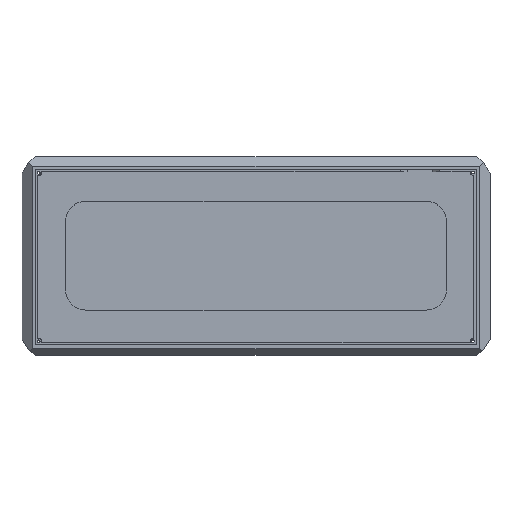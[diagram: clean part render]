
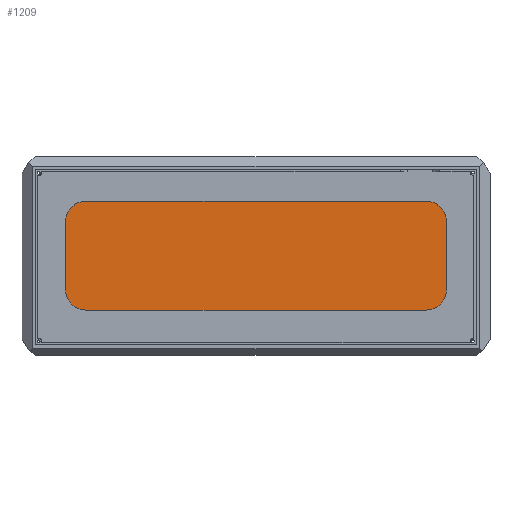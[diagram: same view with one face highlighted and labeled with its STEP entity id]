
A CAD part, top view. The second image highlights one B-rep face of the part: STEP entity #1209.
In plain terms, the highlighted planar face has unit normal (0, 0, 1).
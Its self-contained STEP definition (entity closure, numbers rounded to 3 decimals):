
#46=PLANE('',#1324);
#100=FACE_OUTER_BOUND('',#169,.T.);
#169=EDGE_LOOP('',(#913,#914,#915,#916,#917,#918,#919,#920));
#264=LINE('',#1845,#397);
#267=LINE('',#1856,#400);
#271=LINE('',#1868,#404);
#274=LINE('',#1877,#407);
#397=VECTOR('',#1485,10.);
#400=VECTOR('',#1496,10.);
#404=VECTOR('',#1508,10.);
#407=VECTOR('',#1519,10.);
#511=CIRCLE('',#1309,15.);
#513=CIRCLE('',#1313,15.);
#515=CIRCLE('',#1317,15.);
#517=CIRCLE('',#1321,15.);
#563=VERTEX_POINT('',#1832);
#564=VERTEX_POINT('',#1833);
#568=VERTEX_POINT('',#1843);
#569=VERTEX_POINT('',#1847);
#570=VERTEX_POINT('',#1848);
#573=VERTEX_POINT('',#1859);
#574=VERTEX_POINT('',#1860);
#577=VERTEX_POINT('',#1871);
#687=EDGE_CURVE('',#563,#564,#511,.T.);
#693=EDGE_CURVE('',#568,#564,#264,.T.);
#694=EDGE_CURVE('',#569,#570,#513,.T.);
#698=EDGE_CURVE('',#563,#570,#267,.T.);
#700=EDGE_CURVE('',#573,#574,#515,.T.);
#704=EDGE_CURVE('',#569,#574,#271,.T.);
#706=EDGE_CURVE('',#568,#577,#517,.T.);
#709=EDGE_CURVE('',#573,#577,#274,.T.);
#913=ORIENTED_EDGE('',*,*,#687,.T.);
#914=ORIENTED_EDGE('',*,*,#693,.F.);
#915=ORIENTED_EDGE('',*,*,#706,.T.);
#916=ORIENTED_EDGE('',*,*,#709,.F.);
#917=ORIENTED_EDGE('',*,*,#700,.T.);
#918=ORIENTED_EDGE('',*,*,#704,.F.);
#919=ORIENTED_EDGE('',*,*,#694,.T.);
#920=ORIENTED_EDGE('',*,*,#698,.F.);
#1209=ADVANCED_FACE('',(#100),#46,.F.);
#1309=AXIS2_PLACEMENT_3D('',#1834,#1475,#1476);
#1313=AXIS2_PLACEMENT_3D('',#1849,#1488,#1489);
#1317=AXIS2_PLACEMENT_3D('',#1861,#1500,#1501);
#1321=AXIS2_PLACEMENT_3D('',#1872,#1512,#1513);
#1324=AXIS2_PLACEMENT_3D('',#1879,#1521,#1522);
#1475=DIRECTION('center_axis',(0.,0.,
1.));
#1476=DIRECTION('ref_axis',(0.707,0.707,0.));
#1485=DIRECTION('',(1.,0.,0.));
#1488=DIRECTION('center_axis',(0.,0.,
1.));
#1489=DIRECTION('ref_axis',(0.707,-0.707,0.));
#1496=DIRECTION('',(0.,-1.,0.));
#1500=DIRECTION('center_axis',(0.,0.,
1.));
#1501=DIRECTION('ref_axis',(-0.707,-0.707,0.));
#1508=DIRECTION('',(-1.,0.,0.));
#1512=DIRECTION('center_axis',(0.,0.,
1.));
#1513=DIRECTION('ref_axis',(-0.707,0.707,0.));
#1519=DIRECTION('',(0.,1.,0.));
#1521=DIRECTION('center_axis',(0.,0.,
-1.));
#1522=DIRECTION('ref_axis',(-1.,0.,0.));
#1832=CARTESIAN_POINT('',(139.998,22.473,-4.293));
#1833=CARTESIAN_POINT('',(124.998,37.473,-4.293));
#1834=CARTESIAN_POINT('Origin',(124.998,22.473,-4.293));
#1843=CARTESIAN_POINT('',(-125.002,37.473,-4.293));
#1845=CARTESIAN_POINT('',(-140.002,37.473,-4.293));
#1847=CARTESIAN_POINT('',(124.998,-42.527,-4.293));
#1848=CARTESIAN_POINT('',(139.998,-27.527,-4.293));
#1849=CARTESIAN_POINT('Origin',(124.998,-27.527,-4.293));
#1856=CARTESIAN_POINT('',(139.998,37.473,-4.293));
#1859=CARTESIAN_POINT('',(-140.002,-27.527,-4.293));
#1860=CARTESIAN_POINT('',(-125.002,-42.527,-4.293));
#1861=CARTESIAN_POINT('Origin',(-125.002,-27.527,-4.293));
#1868=CARTESIAN_POINT('',(139.998,-42.527,-4.293));
#1871=CARTESIAN_POINT('',(-140.002,22.473,-4.293));
#1872=CARTESIAN_POINT('Origin',(-125.002,22.473,-4.293));
#1877=CARTESIAN_POINT('',(-140.002,-42.527,-4.293));
#1879=CARTESIAN_POINT('Origin',(-0.146,-1.805,-4.293));
